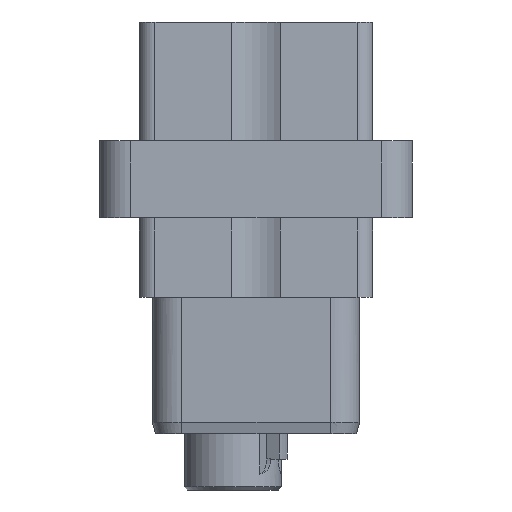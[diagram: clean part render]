
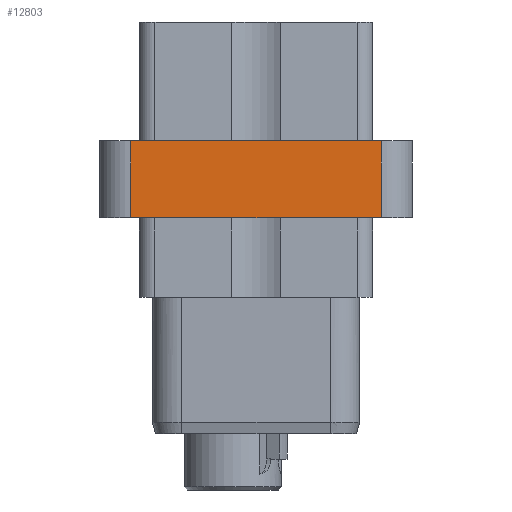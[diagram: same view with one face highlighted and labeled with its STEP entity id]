
A CAD part, left-side view. The second image highlights one B-rep face of the part: STEP entity #12803.
In plain terms, the highlighted planar face has unit normal (-1, 0, 0).
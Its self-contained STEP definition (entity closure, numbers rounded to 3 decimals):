
#867=DIRECTION('',(0.,-1.,0.));
#868=VECTOR('',#867,16.26);
#869=CARTESIAN_POINT('',(-43.945,8.13,-0.015));
#870=LINE('',#869,#868);
#924=DIRECTION('',(0.,0.,-1.));
#925=VECTOR('',#924,4.99);
#926=CARTESIAN_POINT('',(-43.945,8.13,4.975));
#927=LINE('',#926,#925);
#941=DIRECTION('',(0.,-1.,0.));
#942=VECTOR('',#941,16.26);
#943=CARTESIAN_POINT('',(-43.945,8.13,4.975));
#944=LINE('',#943,#942);
#1003=DIRECTION('',(0.,0.,-1.));
#1004=VECTOR('',#1003,4.99);
#1005=CARTESIAN_POINT('',(-43.945,-8.13,4.975));
#1006=LINE('',#1005,#1004);
#9383=CARTESIAN_POINT('',(-43.945,8.13,4.975));
#9384=VERTEX_POINT('',#9383);
#9385=CARTESIAN_POINT('',(-43.945,8.13,-0.015));
#9386=VERTEX_POINT('',#9385);
#9387=CARTESIAN_POINT('',(-43.945,-8.13,4.975));
#9388=CARTESIAN_POINT('',(-43.945,-8.13,-0.015));
#9389=VERTEX_POINT('',#9387);
#9390=VERTEX_POINT('',#9388);
#12792=CARTESIAN_POINT('',(-43.945,10.13,0.));
#12793=DIRECTION('',(-1.,0.,0.));
#12794=DIRECTION('',(0.,-1.,0.));
#12795=AXIS2_PLACEMENT_3D('',#12792,#12793,#12794);
#12796=PLANE('',#12795);
#12797=ORIENTED_EDGE('',*,*,#12709,.F.);
#12798=ORIENTED_EDGE('',*,*,#12728,.T.);
#12799=ORIENTED_EDGE('',*,*,#12784,.T.);
#12800=ORIENTED_EDGE('',*,*,#12671,.F.);
#12801=EDGE_LOOP('',(#12797,#12798,#12799,#12800));
#12802=FACE_OUTER_BOUND('',#12801,.F.);
#12803=ADVANCED_FACE('',(#12802),#12796,.T.);
#12671=EDGE_CURVE('',#9386,#9390,#870,.T.);
#12709=EDGE_CURVE('',#9384,#9386,#927,.T.);
#12728=EDGE_CURVE('',#9384,#9389,#944,.T.);
#12784=EDGE_CURVE('',#9389,#9390,#1006,.T.);
